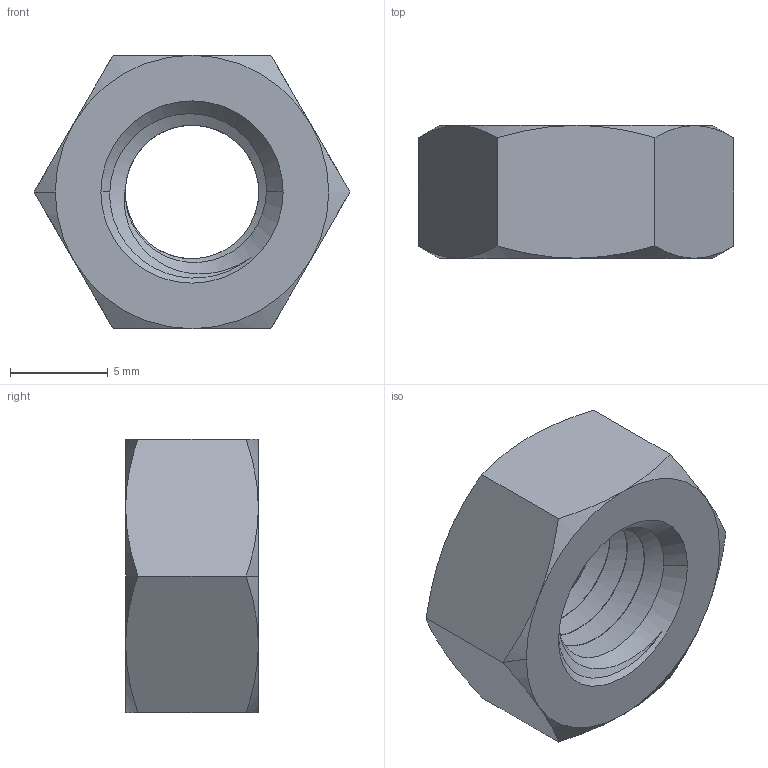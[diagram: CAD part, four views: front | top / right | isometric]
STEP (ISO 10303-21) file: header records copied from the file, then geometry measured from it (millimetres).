
FILE_DESCRIPTION (( 'STEP AP203' ), '1' );
FILE_NAME ('Ecrou hexagonal ISO 4032- M 9_Défaut_sldprt.STEP', '2017-12-12T20:32:04', ( '' ), ( '' ), 'SwSTEP 2.0', 'SolidWorks 2016', '' );
FILE_SCHEMA (( 'CONFIG_CONTROL_DESIGN' ));
Length unit declared in the file: millimetre
Products named in the file (1): Ecrou hexagonal ISO 4032- M 9_Défaut_sldprt
Bounding box: 16.17 x 6.8 x 14 mm (x, y, z)
Volume: 797.4 mm3; surface area: 841.4 mm2
Topology: 1 solids, 1 shells, 38 faces, 93 edges, 57 vertices
Faces by surface type: cone 20, cylinder 8, plane 8, bspline 2
Entity records: 1976 total; most frequent: CARTESIAN_POINT 1112, ORIENTED_EDGE 186, DIRECTION 137, EDGE_CURVE 93, AXIS2_PLACEMENT_3D 58, VERTEX_POINT 57, EDGE_LOOP 40, ADVANCED_FACE 38
